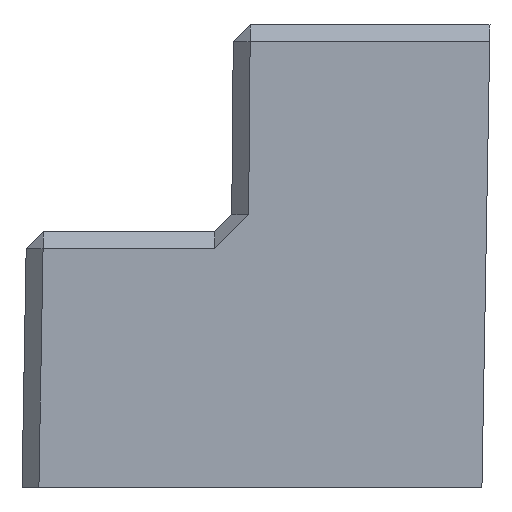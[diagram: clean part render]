
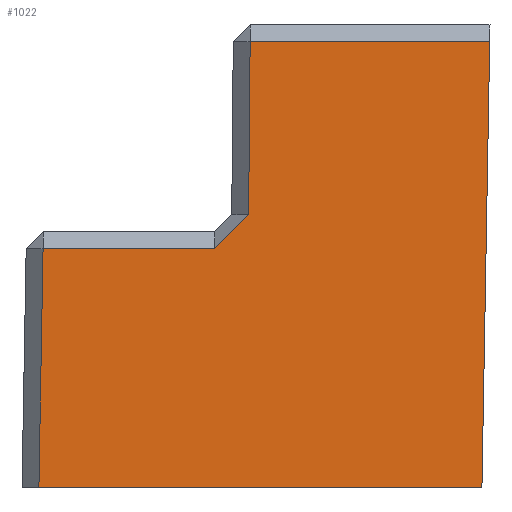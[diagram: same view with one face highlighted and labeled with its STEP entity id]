
A CAD part, front view. The second image highlights one B-rep face of the part: STEP entity #1022.
In plain terms, the highlighted planar face has unit normal (0, -1, 0).
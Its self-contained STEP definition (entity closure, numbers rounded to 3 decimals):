
#1006=AXIS2_PLACEMENT_3D('Plane Axis2P3D',#1003,#1004,#1005) ;
#494=CARTESIAN_POINT('Vertex',(-35.869,0.,11.3)) ;
#497=CARTESIAN_POINT('Line Origine',(-35.062,0.,12.096)) ;
#501=CARTESIAN_POINT('Vertex',(-34.255,0.,12.893)) ;
#775=CARTESIAN_POINT('Vertex',(-44.187,0.,0.)) ;
#787=CARTESIAN_POINT('Vertex',(-23.206,0.,0.)) ;
#790=CARTESIAN_POINT('Line Origine',(-33.697,0.,0.)) ;
#808=CARTESIAN_POINT('Line Origine',(-33.906,0.,11.3)) ;
#812=CARTESIAN_POINT('Vertex',(-43.99,0.,11.3)) ;
#894=CARTESIAN_POINT('Line Origine',(-43.996,0.,10.95)) ;
#910=CARTESIAN_POINT('Vertex',(-22.838,0.,21.1)) ;
#915=CARTESIAN_POINT('Line Origine',(-23.022,0.,10.55)) ;
#938=CARTESIAN_POINT('Line Origine',(-34.272,0.,10.95)) ;
#942=CARTESIAN_POINT('Vertex',(-34.183,0.,21.1)) ;
#1003=CARTESIAN_POINT('Axis2P3D Location',(0.,0.,0.)) ;
#1008=CARTESIAN_POINT('Line Origine',(-28.51,0.,21.1)) ;
#498=DIRECTION('Vector Direction',(0.712,0.,0.702)) ;
#791=DIRECTION('Vector Direction',(1.,0.,0.)) ;
#809=DIRECTION('Vector Direction',(-1.,0.,0.)) ;
#895=DIRECTION('Vector Direction',(-0.017,0.,-1.)) ;
#916=DIRECTION('Vector Direction',(0.017,0.,1.)) ;
#939=DIRECTION('Vector Direction',(-0.009,0.,-1.)) ;
#1004=DIRECTION('Axis2P3D Direction',(0.,1.,-0.)) ;
#1005=DIRECTION('Axis2P3D XDirection',(-1.,0.,0.)) ;
#1009=DIRECTION('Vector Direction',(-1.,0.,0.)) ;
#499=VECTOR('Line Direction',#498,1.) ;
#792=VECTOR('Line Direction',#791,1.) ;
#810=VECTOR('Line Direction',#809,1.) ;
#896=VECTOR('Line Direction',#895,1.) ;
#917=VECTOR('Line Direction',#916,1.) ;
#940=VECTOR('Line Direction',#939,1.) ;
#1010=VECTOR('Line Direction',#1009,1.) ;
#1014=ORIENTED_EDGE('',*,*,#1012,.F.) ;
#1015=ORIENTED_EDGE('',*,*,#944,.F.) ;
#1016=ORIENTED_EDGE('',*,*,#503,.F.) ;
#1017=ORIENTED_EDGE('',*,*,#814,.F.) ;
#1018=ORIENTED_EDGE('',*,*,#898,.F.) ;
#1019=ORIENTED_EDGE('',*,*,#794,.F.) ;
#1020=ORIENTED_EDGE('',*,*,#919,.F.) ;
#1022=ADVANCED_FACE('Body.2',(#1021),#1007,.F.) ;
#503=EDGE_CURVE('',#495,#502,#500,.T.) ;
#794=EDGE_CURVE('',#788,#776,#793,.F.) ;
#814=EDGE_CURVE('',#813,#495,#811,.F.) ;
#898=EDGE_CURVE('',#776,#813,#897,.F.) ;
#919=EDGE_CURVE('',#911,#788,#918,.F.) ;
#944=EDGE_CURVE('',#502,#943,#941,.F.) ;
#1012=EDGE_CURVE('',#943,#911,#1011,.F.) ;
#1013=EDGE_LOOP('',(#1014,#1015,#1016,#1017,#1018,#1019,#1020)) ;
#1021=FACE_OUTER_BOUND('',#1013,.T.) ;
#500=LINE('Line',#497,#499) ;
#793=LINE('Line',#790,#792) ;
#811=LINE('Line',#808,#810) ;
#897=LINE('Line',#894,#896) ;
#918=LINE('Line',#915,#917) ;
#941=LINE('Line',#938,#940) ;
#1011=LINE('Line',#1008,#1010) ;
#1007=PLANE('',#1006) ;
#495=VERTEX_POINT('',#494) ;
#502=VERTEX_POINT('',#501) ;
#776=VERTEX_POINT('',#775) ;
#788=VERTEX_POINT('',#787) ;
#813=VERTEX_POINT('',#812) ;
#911=VERTEX_POINT('',#910) ;
#943=VERTEX_POINT('',#942) ;
